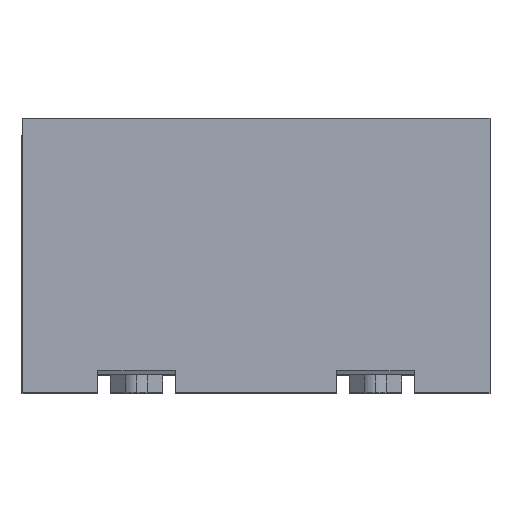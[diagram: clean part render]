
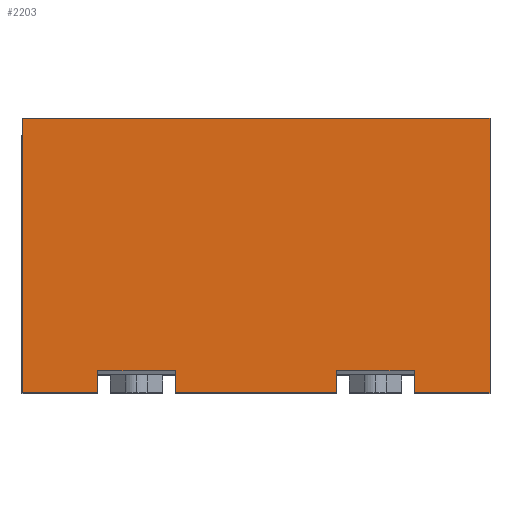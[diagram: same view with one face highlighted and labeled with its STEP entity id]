
A CAD part, top view. The second image highlights one B-rep face of the part: STEP entity #2203.
In plain terms, the highlighted planar face has unit normal (0, 0, 1).
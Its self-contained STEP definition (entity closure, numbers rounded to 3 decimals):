
#6 = LINE ( 'NONE', #1204, #2193 ) ;
#53 = VECTOR ( 'NONE', #2229, 1000. ) ;
#81 = VECTOR ( 'NONE', #646, 1000. ) ;
#131 = VECTOR ( 'NONE', #1574, 1000. ) ;
#147 = CARTESIAN_POINT ( 'NONE',  ( 1.96, 2.3, 2. ) ) ;
#158 = EDGE_CURVE ( 'NONE', #1584, #811, #1205, .T. ) ;
#164 = CARTESIAN_POINT ( 'NONE',  ( 1.325, 0.186, 2. ) ) ;
#195 = ORIENTED_EDGE ( 'NONE', *, *, #2278, .T. ) ;
#222 = EDGE_CURVE ( 'NONE', #1725, #1172, #810, .T. ) ;
#319 = DIRECTION ( 'NONE',  ( 0., -1., 0. ) ) ;
#346 = DIRECTION ( 'NONE',  ( 0., -1., 0. ) ) ;
#362 = ORIENTED_EDGE ( 'NONE', *, *, #1557, .F. ) ;
#383 = VECTOR ( 'NONE', #2191, 1000. ) ;
#395 = VERTEX_POINT ( 'NONE', #657 ) ;
#481 = DIRECTION ( 'NONE',  ( 0., -1., 0. ) ) ;
#485 = CARTESIAN_POINT ( 'NONE',  ( -0.675, 0., 2. ) ) ;
#489 = LINE ( 'NONE', #2405, #2098 ) ;
#574 = CARTESIAN_POINT ( 'NONE',  ( -1.325, 0.186, 2. ) ) ;
#596 = DIRECTION ( 'NONE',  ( -1., 0., 0. ) ) ;
#604 = CARTESIAN_POINT ( 'NONE',  ( 1.96, 2.3, 2. ) ) ;
#646 = DIRECTION ( 'NONE',  ( 1., 0., 0. ) ) ;
#657 = CARTESIAN_POINT ( 'NONE',  ( -0.675, 0.186, 2. ) ) ;
#680 = DIRECTION ( 'NONE',  ( 1., 0., 0. ) ) ;
#733 = CARTESIAN_POINT ( 'NONE',  ( -1.96, 0., 2. ) ) ;
#735 = DIRECTION ( 'NONE',  ( 0., -1., 0. ) ) ;
#807 = VERTEX_POINT ( 'NONE', #485 ) ;
#810 = LINE ( 'NONE', #1742, #1563 ) ;
#811 = VERTEX_POINT ( 'NONE', #1927 ) ;
#834 = EDGE_CURVE ( 'NONE', #1157, #1172, #2497, .T. ) ;
#843 = ORIENTED_EDGE ( 'NONE', *, *, #2604, .T. ) ;
#896 = VECTOR ( 'NONE', #2561, 1000. ) ;
#902 = ORIENTED_EDGE ( 'NONE', *, *, #158, .F. ) ;
#907 = EDGE_CURVE ( 'NONE', #2086, #1157, #1164, .T. ) ;
#917 = VERTEX_POINT ( 'NONE', #604 ) ;
#920 = ORIENTED_EDGE ( 'NONE', *, *, #222, .F. ) ;
#942 = CARTESIAN_POINT ( 'NONE',  ( -1.325, 0., 2. ) ) ;
#966 = DIRECTION ( 'NONE',  ( 0., 0., -1. ) ) ;
#1011 = AXIS2_PLACEMENT_3D ( 'NONE', #2425, #966, #596 ) ;
#1014 = LINE ( 'NONE', #1998, #131 ) ;
#1133 = CARTESIAN_POINT ( 'NONE',  ( -1.96, 2.3, 2. ) ) ;
#1137 = ORIENTED_EDGE ( 'NONE', *, *, #1546, .F. ) ;
#1147 = DIRECTION ( 'NONE',  ( 1., 0., 0. ) ) ;
#1157 = VERTEX_POINT ( 'NONE', #733 ) ;
#1164 = LINE ( 'NONE', #2032, #1517 ) ;
#1172 = VERTEX_POINT ( 'NONE', #942 ) ;
#1204 = CARTESIAN_POINT ( 'NONE',  ( -1.325, 0.186, 2. ) ) ;
#1205 = LINE ( 'NONE', #1773, #383 ) ;
#1264 = CARTESIAN_POINT ( 'NONE',  ( -1.96, 0., 2. ) ) ;
#1367 = CARTESIAN_POINT ( 'NONE',  ( 0.675, 0.186, 2. ) ) ;
#1371 = CARTESIAN_POINT ( 'NONE',  ( 1.96, 0., 2. ) ) ;
#1373 = VERTEX_POINT ( 'NONE', #164 ) ;
#1469 = VECTOR ( 'NONE', #481, 1000. ) ;
#1487 = EDGE_CURVE ( 'NONE', #1584, #1373, #489, .T. ) ;
#1517 = VECTOR ( 'NONE', #346, 1000. ) ;
#1536 = LINE ( 'NONE', #2429, #1469 ) ;
#1546 = EDGE_CURVE ( 'NONE', #917, #2100, #1682, .T. ) ;
#1557 = EDGE_CURVE ( 'NONE', #2086, #917, #2653, .T. ) ;
#1563 = VECTOR ( 'NONE', #735, 1000. ) ;
#1574 = DIRECTION ( 'NONE',  ( 1., 0., 0. ) ) ;
#1584 = VERTEX_POINT ( 'NONE', #1367 ) ;
#1587 = CARTESIAN_POINT ( 'NONE',  ( 1.325, 0., 2. ) ) ;
#1602 = EDGE_CURVE ( 'NONE', #2356, #2100, #1014, .T. ) ;
#1615 = EDGE_CURVE ( 'NONE', #1373, #2356, #2492, .T. ) ;
#1626 = ORIENTED_EDGE ( 'NONE', *, *, #1602, .T. ) ;
#1652 = ORIENTED_EDGE ( 'NONE', *, *, #907, .T. ) ;
#1682 = LINE ( 'NONE', #147, #53 ) ;
#1725 = VERTEX_POINT ( 'NONE', #574 ) ;
#1742 = CARTESIAN_POINT ( 'NONE',  ( -1.325, 0., 2. ) ) ;
#1773 = CARTESIAN_POINT ( 'NONE',  ( 0.675, 0., 2. ) ) ;
#1861 = VECTOR ( 'NONE', #319, 1000. ) ;
#1927 = CARTESIAN_POINT ( 'NONE',  ( 0.675, 0., 2. ) ) ;
#1998 = CARTESIAN_POINT ( 'NONE',  ( -1.96, 0., 2. ) ) ;
#2032 = CARTESIAN_POINT ( 'NONE',  ( -1.96, 2.3, 2. ) ) ;
#2086 = VERTEX_POINT ( 'NONE', #2648 ) ;
#2089 = VECTOR ( 'NONE', #1147, 1000. ) ;
#2098 = VECTOR ( 'NONE', #680, 1000. ) ;
#2100 = VERTEX_POINT ( 'NONE', #1371 ) ;
#2110 = LINE ( 'NONE', #1264, #81 ) ;
#2144 = CARTESIAN_POINT ( 'NONE',  ( -1.96, 0., 2. ) ) ;
#2191 = DIRECTION ( 'NONE',  ( 0., -1., 0. ) ) ;
#2193 = VECTOR ( 'NONE', #2261, 1000. ) ;
#2203 = ADVANCED_FACE ( 'NONE', ( #2642 ), #2456, .F. ) ;
#2229 = DIRECTION ( 'NONE',  ( 0., -1., 0. ) ) ;
#2233 = ORIENTED_EDGE ( 'NONE', *, *, #1615, .T. ) ;
#2261 = DIRECTION ( 'NONE',  ( 1., 0., 0. ) ) ;
#2273 = ORIENTED_EDGE ( 'NONE', *, *, #2555, .T. ) ;
#2278 = EDGE_CURVE ( 'NONE', #1725, #395, #6, .T. ) ;
#2290 = ORIENTED_EDGE ( 'NONE', *, *, #1487, .T. ) ;
#2308 = CARTESIAN_POINT ( 'NONE',  ( 1.325, 0., 2. ) ) ;
#2356 = VERTEX_POINT ( 'NONE', #2308 ) ;
#2405 = CARTESIAN_POINT ( 'NONE',  ( 0.675, 0.186, 2. ) ) ;
#2425 = CARTESIAN_POINT ( 'NONE',  ( -1.96, 2.3, 2. ) ) ;
#2429 = CARTESIAN_POINT ( 'NONE',  ( -0.675, 0., 2. ) ) ;
#2442 = ORIENTED_EDGE ( 'NONE', *, *, #834, .T. ) ;
#2456 = PLANE ( 'NONE',  #1011 ) ;
#2492 = LINE ( 'NONE', #1587, #1861 ) ;
#2497 = LINE ( 'NONE', #2144, #896 ) ;
#2530 = EDGE_LOOP ( 'NONE', ( #902, #2290, #2233, #1626, #1137, #362, #1652, #2442, #920, #195, #843, #2273 ) ) ;
#2555 = EDGE_CURVE ( 'NONE', #807, #811, #2110, .T. ) ;
#2561 = DIRECTION ( 'NONE',  ( 1., 0., 0. ) ) ;
#2604 = EDGE_CURVE ( 'NONE', #395, #807, #1536, .T. ) ;
#2642 = FACE_OUTER_BOUND ( 'NONE', #2530, .T. ) ;
#2648 = CARTESIAN_POINT ( 'NONE',  ( -1.96, 2.3, 2. ) ) ;
#2653 = LINE ( 'NONE', #1133, #2089 ) ;
